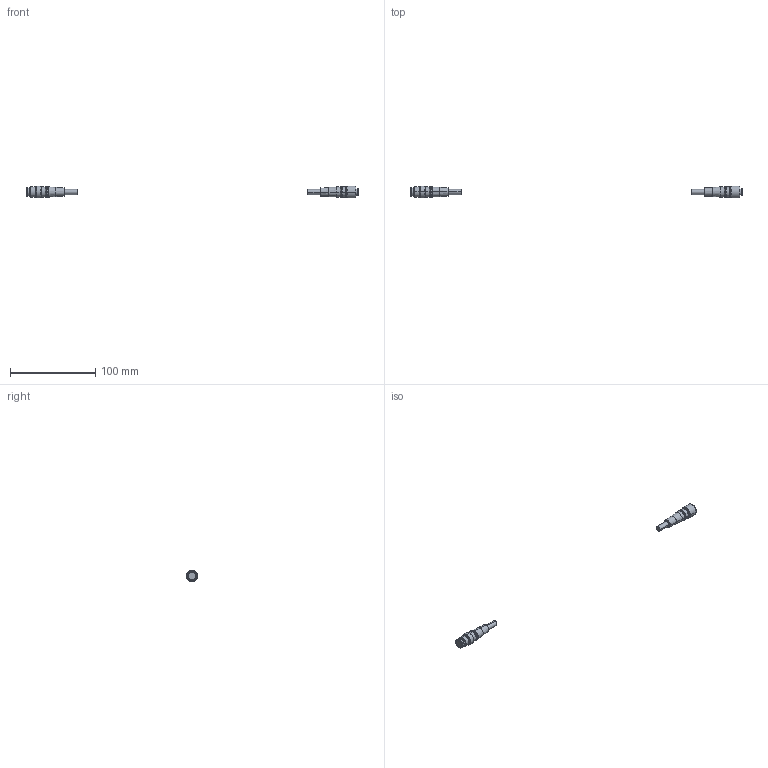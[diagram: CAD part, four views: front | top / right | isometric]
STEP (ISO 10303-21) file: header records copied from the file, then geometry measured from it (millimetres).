
FILE_DESCRIPTION (( 'STEP AP214' ), '1' );
FILE_NAME ('LEC-CG2-K.STEP', '2018-05-24T02:33:22', ( 'SONIC' ), ( 'UNITCOM PC' ), 'SwSTEP 2.0', 'SolidWorks 2015', '' );
FILE_SCHEMA (( 'AUTOMOTIVE_DESIGN' ));
Length unit declared in the file: millimetre
Products named in the file (3): LEC-CG2-K_Connector2; LEC-CG2-K_Connector; LEC-CG2-K
Assembly tree (2 placements, depth 2):
  LEC-CG2-K
    LEC-CG2-K_Connector
    LEC-CG2-K_Connector2
Bounding box: 389 x 14 x 14 mm (x, y, z)
Volume: 10224.1 mm3; surface area: 4888.5 mm2
Topology: 2 solids, 2 shells, 115 faces, 226 edges, 130 vertices
Faces by surface type: cone 50, cylinder 40, plane 19, torus 6
Entity records: 3082 total; most frequent: CARTESIAN_POINT 572, DIRECTION 570, ORIENTED_EDGE 452, AXIS2_PLACEMENT_3D 240, EDGE_CURVE 226, EDGE_LOOP 130, VERTEX_POINT 130, CIRCLE 120
